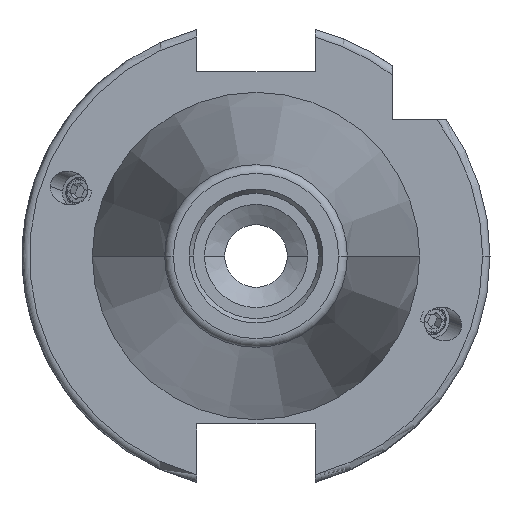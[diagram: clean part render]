
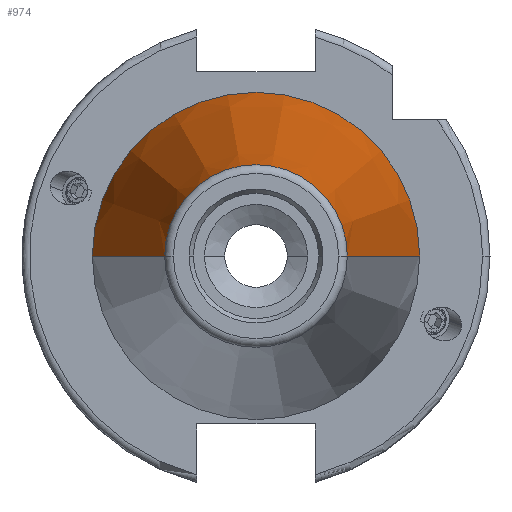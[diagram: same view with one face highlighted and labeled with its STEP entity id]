
A CAD part, left-side view. The second image highlights one B-rep face of the part: STEP entity #974.
In plain terms, the highlighted conical face has half-angle 8.297 degrees and reference radius 22.225 mm.
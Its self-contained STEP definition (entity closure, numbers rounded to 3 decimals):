
#37 = FACE_OUTER_BOUND ( 'NONE', #2981, .T. ) ;
#67 = CIRCLE ( 'NONE', #673, 22.225 ) ;
#147 = CARTESIAN_POINT ( 'NONE',  ( -67.373, 0., 0. ) ) ;
#159 = EDGE_CURVE ( 'NONE', #1972, #1637, #829, .T. ) ;
#303 = ORIENTED_EDGE ( 'NONE', *, *, #159, .F. ) ;
#398 = AXIS2_PLACEMENT_3D ( 'NONE', #3356, #4158, #3266 ) ;
#450 = CARTESIAN_POINT ( 'NONE',  ( 0., 22.225, 0. ) ) ;
#508 = AXIS2_PLACEMENT_3D ( 'NONE', #147, #581, #2002 ) ;
#573 = DIRECTION ( 'NONE',  ( -1., 0., 0. ) ) ;
#581 = DIRECTION ( 'NONE',  ( -1., 0., 0. ) ) ;
#673 = AXIS2_PLACEMENT_3D ( 'NONE', #4291, #573, #2462 ) ;
#829 = CIRCLE ( 'NONE', #508, 12.4 ) ;
#974 = ADVANCED_FACE ( 'NONE', ( #37 ), #1002, .T. ) ;
#1002 = CONICAL_SURFACE ( 'NONE', #398, 22.225, 0.145 ) ;
#1637 = VERTEX_POINT ( 'NONE', #5638 ) ;
#1673 = EDGE_CURVE ( 'NONE', #1637, #4111, #3267, .T. ) ;
#1972 = VERTEX_POINT ( 'NONE', #2912 ) ;
#2002 = DIRECTION ( 'NONE',  ( 0., -1., 0. ) ) ;
#2012 = CARTESIAN_POINT ( 'NONE',  ( 0., -22.225, 0. ) ) ;
#2098 = DIRECTION ( 'NONE',  ( 0.99, -0.144, 0. ) ) ;
#2149 = EDGE_CURVE ( 'NONE', #1972, #4504, #4480, .T. ) ;
#2462 = DIRECTION ( 'NONE',  ( 0., -1., 0. ) ) ;
#2888 = EDGE_CURVE ( 'NONE', #4504, #4111, #67, .T. ) ;
#2912 = CARTESIAN_POINT ( 'NONE',  ( -67.373, -12.4, 0. ) ) ;
#2981 = EDGE_LOOP ( 'NONE', ( #303, #3582, #5565, #4301 ) ) ;
#3010 = VECTOR ( 'NONE', #2098, 1000. ) ;
#3265 = CARTESIAN_POINT ( 'NONE',  ( 0., 22.225, 0. ) ) ;
#3266 = DIRECTION ( 'NONE',  ( 0., 1., 0. ) ) ;
#3267 = LINE ( 'NONE', #450, #5435 ) ;
#3356 = CARTESIAN_POINT ( 'NONE',  ( 0., 0., 0. ) ) ;
#3582 = ORIENTED_EDGE ( 'NONE', *, *, #2149, .T. ) ;
#3689 = DIRECTION ( 'NONE',  ( 0.99, 0.144, 0. ) ) ;
#4111 = VERTEX_POINT ( 'NONE', #3265 ) ;
#4158 = DIRECTION ( 'NONE',  ( 1., 0., 0. ) ) ;
#4291 = CARTESIAN_POINT ( 'NONE',  ( 0., 0., 0. ) ) ;
#4301 = ORIENTED_EDGE ( 'NONE', *, *, #1673, .F. ) ;
#4480 = LINE ( 'NONE', #5433, #3010 ) ;
#4504 = VERTEX_POINT ( 'NONE', #2012 ) ;
#5433 = CARTESIAN_POINT ( 'NONE',  ( 0., -22.225, 0. ) ) ;
#5435 = VECTOR ( 'NONE', #3689, 1000. ) ;
#5565 = ORIENTED_EDGE ( 'NONE', *, *, #2888, .T. ) ;
#5638 = CARTESIAN_POINT ( 'NONE',  ( -67.373, 12.4, 0. ) ) ;
